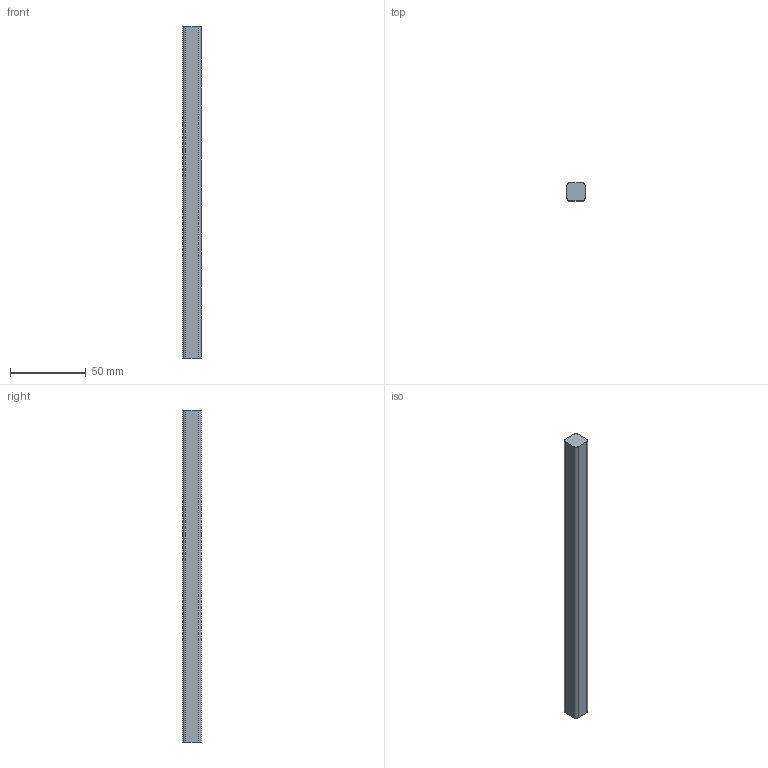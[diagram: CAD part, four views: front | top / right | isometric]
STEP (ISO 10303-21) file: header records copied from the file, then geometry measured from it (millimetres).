
FILE_DESCRIPTION (( 'STEP AP203' ), '1' );
FILE_NAME ('Counter block.STEP', '2022-06-22T17:05:01', ( '' ), ( '' ), 'SwSTEP 2.0', 'SolidWorks 2020', '' );
FILE_SCHEMA (( 'CONFIG_CONTROL_DESIGN' ));
Length unit declared in the file: millimetre
Products named in the file (1): Counter block
Bounding box: 12 x 12 x 218.5 mm (x, y, z)
Volume: 30380.1 mm3; surface area: 10553.1 mm2
Topology: 1 solids, 1 shells, 754 faces, 2256 edges, 1318 vertices
Faces by surface type: sphere 372, torus 372, plane 6, cylinder 4
Entity records: 20461 total; most frequent: DIRECTION 4518, CARTESIAN_POINT 3213, ORIENTED_EDGE 3024, AXIS2_PLACEMENT_3D 2251, EDGE_CURVE 1512, CIRCLE 1496, VERTEX_POINT 946, EDGE_LOOP 940
